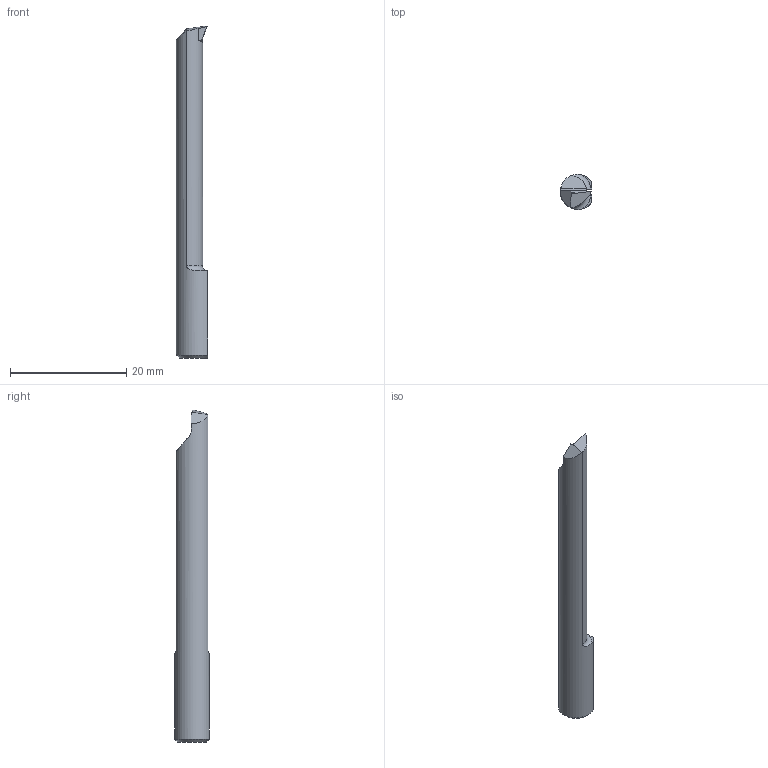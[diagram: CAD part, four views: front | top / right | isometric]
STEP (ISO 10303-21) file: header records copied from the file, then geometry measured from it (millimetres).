
FILE_DESCRIPTION (( 'STEP AP203' ), '1' );
FILE_NAME ('R055.6-42.step', '2024-01-08T12:38:37', ( '' ), ( '' ), 'SwSTEP 2.0', 'SolidWorks 2022', '' );
FILE_SCHEMA (( 'CONFIG_CONTROL_DESIGN' ));
Length unit declared in the file: millimetre
Products named in the file (1): R055.6-42
Bounding box: 5.35 x 6 x 57 mm (x, y, z)
Volume: 1112.7 mm3; surface area: 966.9 mm2
Topology: 1 solids, 1 shells, 33 faces, 90 edges, 58 vertices
Faces by surface type: plane 16, cylinder 8, torus 6, bspline 2, cone 1
Entity records: 1205 total; most frequent: CARTESIAN_POINT 356, ORIENTED_EDGE 178, DIRECTION 143, EDGE_CURVE 89, VERTEX_POINT 58, AXIS2_PLACEMENT_3D 53, LINE 37, VECTOR 37
